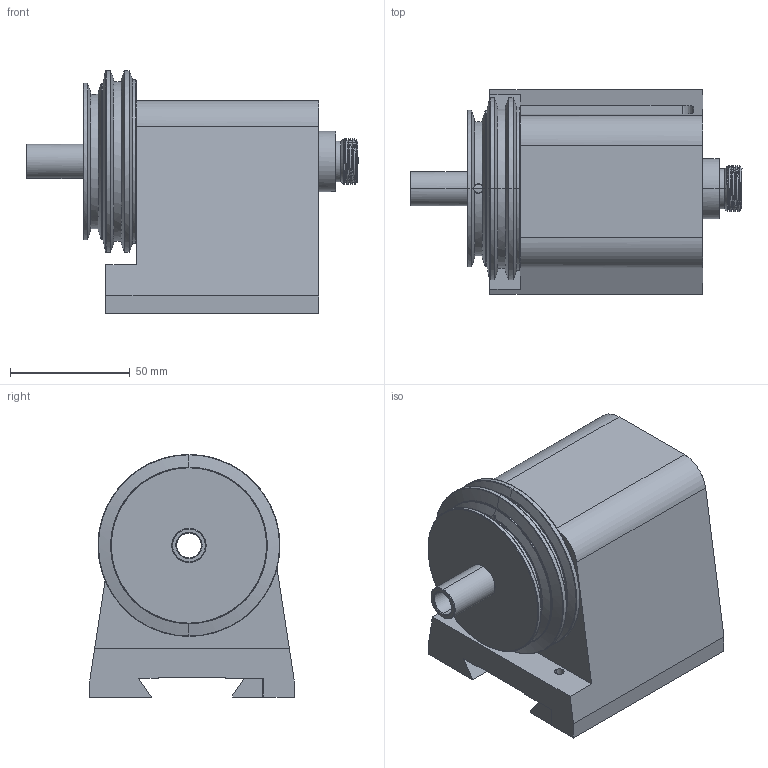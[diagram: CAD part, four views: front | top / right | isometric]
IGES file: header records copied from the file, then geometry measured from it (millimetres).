
Start section: Comment
Global section: file name: 6520.igs; native system:  By Spatial Corp.; preprocessor: XPlus PS/IGES 3.0; author: Author; organization: Title; date: 20150722.084237; units: inch
Bounding box: 138.68 x 85.33 x 101.47 mm (x, y, z)
Surface area: 100321 mm2 (no closed solid volume)
Topology: 0 solids, 0 shells, 314 faces, 1544 edges, 1544 vertices
Faces by surface type: revolution 221, extrusion 80, bspline 13
